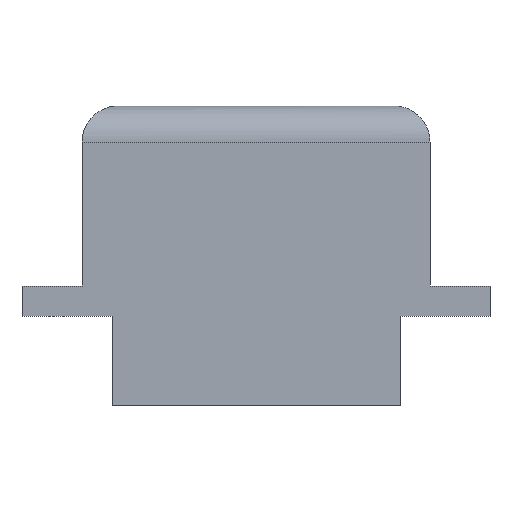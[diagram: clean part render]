
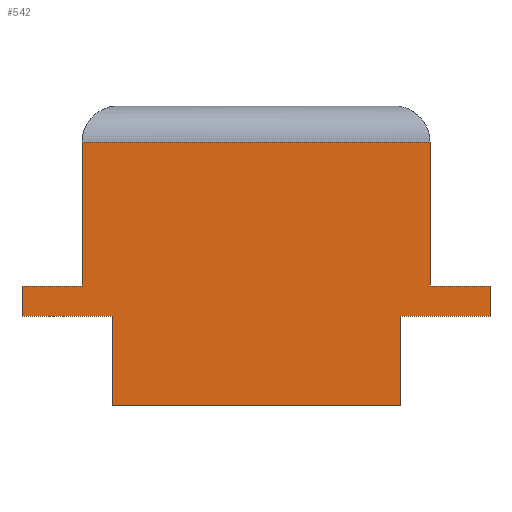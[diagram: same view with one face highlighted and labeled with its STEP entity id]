
A CAD part, front view. The second image highlights one B-rep face of the part: STEP entity #542.
In plain terms, the highlighted planar face has unit normal (0, -1, 0).
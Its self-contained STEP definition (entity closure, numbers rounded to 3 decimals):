
#24=PLANE('',#588);
#55=FACE_OUTER_BOUND('',#86,.T.);
#86=EDGE_LOOP('',(#437,#438,#439,#440,#441,#442,#443,#444,#445,#446,#447,
#448));
#116=LINE('',#790,#178);
#137=LINE('',#866,#199);
#145=LINE('',#889,#207);
#149=LINE('',#896,#211);
#150=LINE('',#898,#212);
#151=LINE('',#900,#213);
#152=LINE('',#902,#214);
#153=LINE('',#904,#215);
#154=LINE('',#906,#216);
#155=LINE('',#907,#217);
#156=LINE('',#909,#218);
#157=LINE('',#910,#219);
#178=VECTOR('',#617,10.);
#199=VECTOR('',#674,10.);
#207=VECTOR('',#698,10.);
#211=VECTOR('',#704,10.);
#212=VECTOR('',#705,10.);
#213=VECTOR('',#706,10.);
#214=VECTOR('',#707,10.);
#215=VECTOR('',#708,10.);
#216=VECTOR('',#709,10.);
#217=VECTOR('',#710,10.);
#218=VECTOR('',#711,10.);
#219=VECTOR('',#712,10.);
#243=VERTEX_POINT('',#787);
#244=VERTEX_POINT('',#789);
#264=VERTEX_POINT('',#864);
#265=VERTEX_POINT('',#865);
#272=VERTEX_POINT('',#888);
#274=VERTEX_POINT('',#895);
#275=VERTEX_POINT('',#897);
#276=VERTEX_POINT('',#899);
#277=VERTEX_POINT('',#901);
#278=VERTEX_POINT('',#903);
#279=VERTEX_POINT('',#905);
#280=VERTEX_POINT('',#908);
#292=EDGE_CURVE('',#243,#244,#116,.T.);
#322=EDGE_CURVE('',#264,#265,#137,.T.);
#334=EDGE_CURVE('',#272,#265,#145,.T.);
#338=EDGE_CURVE('',#264,#274,#149,.T.);
#339=EDGE_CURVE('',#274,#275,#150,.T.);
#340=EDGE_CURVE('',#275,#276,#151,.T.);
#341=EDGE_CURVE('',#276,#277,#152,.T.);
#342=EDGE_CURVE('',#278,#277,#153,.T.);
#343=EDGE_CURVE('',#279,#278,#154,.T.);
#344=EDGE_CURVE('',#244,#279,#155,.T.);
#345=EDGE_CURVE('',#280,#243,#156,.T.);
#346=EDGE_CURVE('',#272,#280,#157,.T.);
#437=ORIENTED_EDGE('',*,*,#322,.F.);
#438=ORIENTED_EDGE('',*,*,#338,.T.);
#439=ORIENTED_EDGE('',*,*,#339,.T.);
#440=ORIENTED_EDGE('',*,*,#340,.T.);
#441=ORIENTED_EDGE('',*,*,#341,.T.);
#442=ORIENTED_EDGE('',*,*,#342,.F.);
#443=ORIENTED_EDGE('',*,*,#343,.F.);
#444=ORIENTED_EDGE('',*,*,#344,.F.);
#445=ORIENTED_EDGE('',*,*,#292,.F.);
#446=ORIENTED_EDGE('',*,*,#345,.F.);
#447=ORIENTED_EDGE('',*,*,#346,.F.);
#448=ORIENTED_EDGE('',*,*,#334,.T.);
#542=ADVANCED_FACE('',(#55),#24,.F.);
#588=AXIS2_PLACEMENT_3D('',#894,#702,#703);
#617=DIRECTION('',(-1.,0.,0.));
#674=DIRECTION('',(1.,0.,0.));
#698=DIRECTION('',(0.,0.,1.));
#702=DIRECTION('center_axis',(0.,1.,0.));
#703=DIRECTION('ref_axis',(1.,0.,0.));
#704=DIRECTION('',(0.,0.,-1.));
#705=DIRECTION('',(-1.,0.,0.));
#706=DIRECTION('',(0.,0.,-1.));
#707=DIRECTION('',(1.,0.,0.));
#708=DIRECTION('',(0.,0.,1.));
#709=DIRECTION('',(-1.,0.,0.));
#710=DIRECTION('',(0.,0.,-1.));
#711=DIRECTION('',(0.,0.,-1.));
#712=DIRECTION('',(1.,0.,0.));
#787=CARTESIAN_POINT('',(1.,0.,-3.5));
#789=CARTESIAN_POINT('',(-0.5,0.,-3.5));
#790=CARTESIAN_POINT('',(1.,0.,-3.5));
#864=CARTESIAN_POINT('',(-5.8,0.,-0.6));
#865=CARTESIAN_POINT('',(0.,0.,-0.6));
#866=CARTESIAN_POINT('',(-4.35,0.,-0.6));
#888=CARTESIAN_POINT('',(0.,0.,-3.));
#889=CARTESIAN_POINT('',(0.,0.,-3.));
#894=CARTESIAN_POINT('Origin',(-2.9,0.,-1.5));
#895=CARTESIAN_POINT('',(-5.8,0.,-3.));
#896=CARTESIAN_POINT('',(-5.8,0.,0.));
#897=CARTESIAN_POINT('',(-6.8,0.,-3.));
#898=CARTESIAN_POINT('',(-5.8,0.,-3.));
#899=CARTESIAN_POINT('',(-6.8,0.,-3.5));
#900=CARTESIAN_POINT('',(-6.8,0.,-3.));
#901=CARTESIAN_POINT('',(-5.3,0.,-3.5));
#902=CARTESIAN_POINT('',(-5.8,0.,-3.5));
#903=CARTESIAN_POINT('',(-5.3,0.,-5.));
#904=CARTESIAN_POINT('',(-5.3,0.,-5.));
#905=CARTESIAN_POINT('',(-0.5,0.,-5.));
#906=CARTESIAN_POINT('',(-0.5,0.,-5.));
#907=CARTESIAN_POINT('',(-0.5,0.,-3.));
#908=CARTESIAN_POINT('',(1.,0.,-3.));
#909=CARTESIAN_POINT('',(1.,0.,-3.));
#910=CARTESIAN_POINT('',(0.,0.,-3.));
